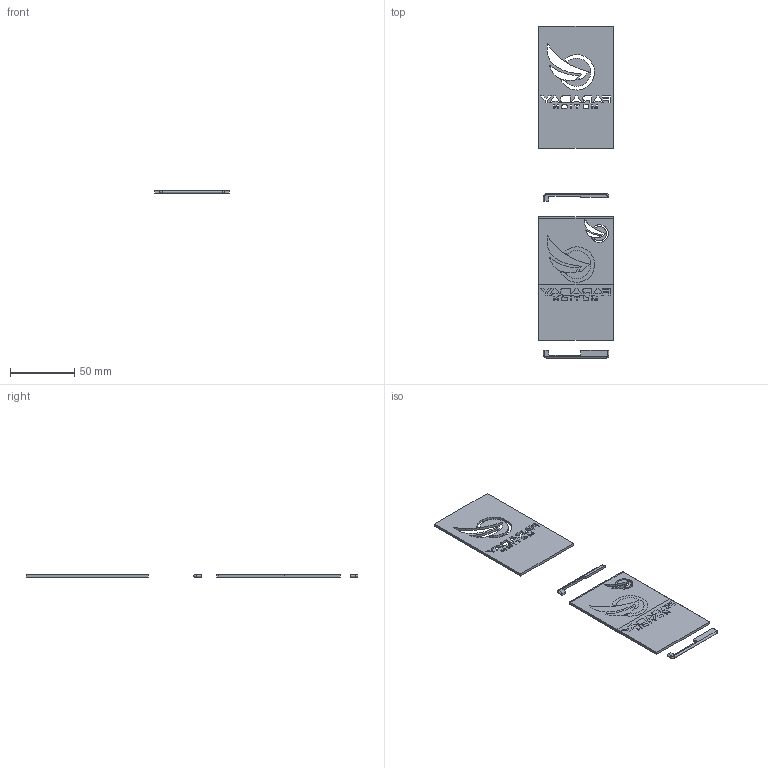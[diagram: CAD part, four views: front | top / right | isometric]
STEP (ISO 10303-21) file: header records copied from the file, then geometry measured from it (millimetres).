
FILE_DESCRIPTION(/* description */ (''),/* implementation_level */ '2;1');
FILE_NAME(/* name */ 'Faraday R2 cover - Iphone5.stp',/* time_stamp */ '2015-08-30T23:17:04+02:00',/* author */ (''),/* organization */ (''),/* preprocessor_version */ 'ST-DEVELOPER v15.2',/* originating_system */ 'Autodesk Translator Framework v2.0.0.5431',/* authorisation */ '');
FILE_SCHEMA (('AUTOMOTIVE_DESIGN { 1 0 10303 214 3 1 1 }'));
Length unit declared in the file: centimetre
Products named in the file (1): Faraday E2 cover - Iphone5
Bounding box: 58.4 x 259.05 x 2 mm (x, y, z)
Surface area: 36149.6 mm2
Topology: 6 solids, 6 shells, 388 faces, 1128 edges, 752 vertices
Faces by surface type: bspline 323, plane 55, cylinder 10
Entity records: 14530 total; most frequent: CARTESIAN_POINT 6588, ORIENTED_EDGE 2256, EDGE_CURVE 1128, VERTEX_POINT 752, DIRECTION 646, B_SPLINE_CURVE_WITH_KNOTS 642, EDGE_LOOP 464, LINE 458
